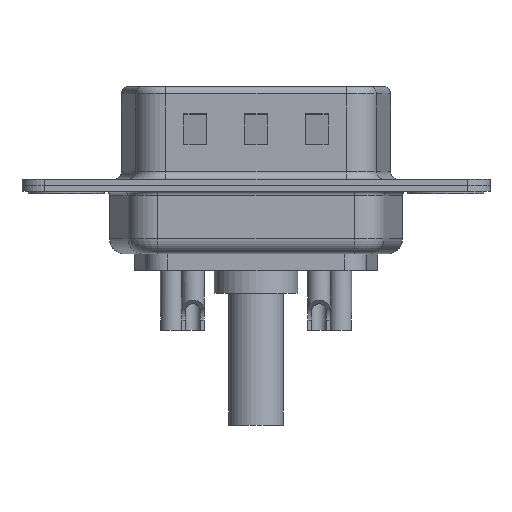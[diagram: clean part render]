
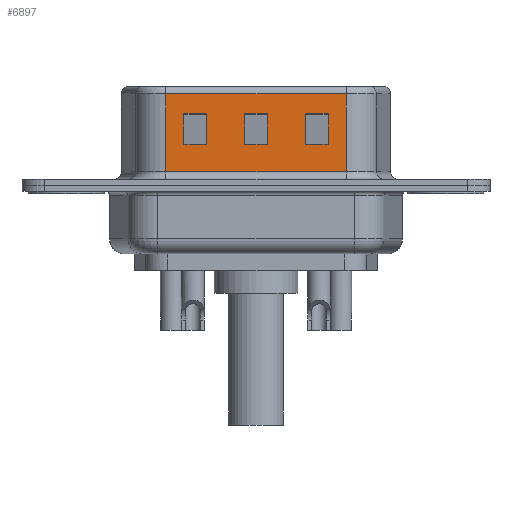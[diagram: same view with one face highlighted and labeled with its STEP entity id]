
A CAD part, front view. The second image highlights one B-rep face of the part: STEP entity #6897.
In plain terms, the highlighted planar face has unit normal (0, -1, 0).
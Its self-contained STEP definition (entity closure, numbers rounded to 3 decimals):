
#14 = LINE ( 'NONE', #1201, #2338 ) ;
#113 = LINE ( 'NONE', #4509, #5041 ) ;
#267 = VECTOR ( 'NONE', #8850, 1000. ) ;
#466 = DIRECTION ( 'NONE',  ( -1., 0., 0. ) ) ;
#702 = VERTEX_POINT ( 'NONE', #6541 ) ;
#914 = VECTOR ( 'NONE', #3695, 1000. ) ;
#1033 = EDGE_CURVE ( 'NONE', #4207, #11055, #5080, .T. ) ;
#1146 = EDGE_CURVE ( 'NONE', #11790, #2883, #3531, .T. ) ;
#1182 = VECTOR ( 'NONE', #10660, 1000. ) ;
#1201 = CARTESIAN_POINT ( 'NONE',  ( 22.45, -4.58, 2.705 ) ) ;
#1442 = CARTESIAN_POINT ( 'NONE',  ( 17.25, -4.58, 4.705 ) ) ;
#1843 = ORIENTED_EDGE ( 'NONE', *, *, #3775, .T. ) ;
#1847 = CARTESIAN_POINT ( 'NONE',  ( 18.45, -4.58, 0.9 ) ) ;
#1900 = VERTEX_POINT ( 'NONE', #12017 ) ;
#1966 = VECTOR ( 'NONE', #7634, 1000. ) ;
#2268 = CARTESIAN_POINT ( 'NONE',  ( 13.25, -4.58, 6.52 ) ) ;
#2279 = LINE ( 'NONE', #7678, #1966 ) ;
#2338 = VECTOR ( 'NONE', #12269, 1000. ) ;
#2357 = LINE ( 'NONE', #2268, #12339 ) ;
#2458 = EDGE_CURVE ( 'NONE', #9506, #12563, #11676, .T. ) ;
#2487 = FACE_BOUND ( 'NONE', #6995, .T. ) ;
#2579 = EDGE_CURVE ( 'NONE', #7436, #11790, #3033, .T. ) ;
#2610 = EDGE_CURVE ( 'NONE', #3380, #11968, #113, .T. ) ;
#2883 = VERTEX_POINT ( 'NONE', #1847 ) ;
#3033 = LINE ( 'NONE', #4757, #5334 ) ;
#3380 = VERTEX_POINT ( 'NONE', #12283 ) ;
#3403 = CARTESIAN_POINT ( 'NONE',  ( 7.75, -4.58, 4.705 ) ) ;
#3422 = CARTESIAN_POINT ( 'NONE',  ( 9.25, -4.58, 4.705 ) ) ;
#3517 = CARTESIAN_POINT ( 'NONE',  ( 7.75, -4.58, 6.52 ) ) ;
#3531 = LINE ( 'NONE', #3771, #914 ) ;
#3586 = DIRECTION ( 'NONE',  ( 0., 0., 1. ) ) ;
#3668 = ORIENTED_EDGE ( 'NONE', *, *, #3684, .T. ) ;
#3684 = EDGE_CURVE ( 'NONE', #11035, #1900, #5492, .T. ) ;
#3695 = DIRECTION ( 'NONE',  ( 1., 0., 0. ) ) ;
#3719 = LINE ( 'NONE', #10192, #4020 ) ;
#3725 = ORIENTED_EDGE ( 'NONE', *, *, #1146, .T. ) ;
#3726 = LINE ( 'NONE', #6150, #10853 ) ;
#3771 = CARTESIAN_POINT ( 'NONE',  ( 18.45, -4.58, 0.9 ) ) ;
#3775 = EDGE_CURVE ( 'NONE', #9143, #10913, #2279, .T. ) ;
#4020 = VECTOR ( 'NONE', #10064, 1000. ) ;
#4207 = VERTEX_POINT ( 'NONE', #1442 ) ;
#4359 = CARTESIAN_POINT ( 'NONE',  ( 13.25, -4.58, 4.705 ) ) ;
#4385 = DIRECTION ( 'NONE',  ( 0., 0., -1. ) ) ;
#4393 = CARTESIAN_POINT ( 'NONE',  ( 17.25, -4.58, 6.52 ) ) ;
#4509 = CARTESIAN_POINT ( 'NONE',  ( 18.45, -4.58, 4.705 ) ) ;
#4547 = DIRECTION ( 'NONE',  ( 1., 0., 0. ) ) ;
#4586 = CARTESIAN_POINT ( 'NONE',  ( 9.25, -4.58, 2.705 ) ) ;
#4587 = DIRECTION ( 'NONE',  ( 0., 0., -1. ) ) ;
#4598 = ORIENTED_EDGE ( 'NONE', *, *, #10375, .T. ) ;
#4645 = VECTOR ( 'NONE', #11759, 1000. ) ;
#4757 = CARTESIAN_POINT ( 'NONE',  ( 6.55, -4.58, 6.52 ) ) ;
#4799 = FACE_BOUND ( 'NONE', #10744, .T. ) ;
#4860 = EDGE_CURVE ( 'NONE', #10318, #702, #6399, .T. ) ;
#5041 = VECTOR ( 'NONE', #4547, 1000. ) ;
#5080 = LINE ( 'NONE', #4393, #7332 ) ;
#5334 = VECTOR ( 'NONE', #4587, 1000. ) ;
#5492 = LINE ( 'NONE', #8806, #267 ) ;
#5525 = ORIENTED_EDGE ( 'NONE', *, *, #2610, .T. ) ;
#5701 = ORIENTED_EDGE ( 'NONE', *, *, #2579, .T. ) ;
#5852 = ORIENTED_EDGE ( 'NONE', *, *, #4860, .T. ) ;
#6019 = LINE ( 'NONE', #12549, #8284 ) ;
#6082 = DIRECTION ( 'NONE',  ( 0., 0., 1. ) ) ;
#6097 = CARTESIAN_POINT ( 'NONE',  ( 15.75, -4.58, 6.52 ) ) ;
#6150 = CARTESIAN_POINT ( 'NONE',  ( 9.25, -4.58, 6.52 ) ) ;
#6399 = LINE ( 'NONE', #10676, #1182 ) ;
#6541 = CARTESIAN_POINT ( 'NONE',  ( 11.75, -4.58, 2.705 ) ) ;
#6648 = VECTOR ( 'NONE', #7384, 1000. ) ;
#6737 = CARTESIAN_POINT ( 'NONE',  ( 6.55, -4.58, 6.02 ) ) ;
#6806 = EDGE_CURVE ( 'NONE', #10327, #7436, #6019, .T. ) ;
#6897 = ADVANCED_FACE ( 'NONE', ( #4799, #2487, #9981, #12467 ), #8520, .F. ) ;
#6995 = EDGE_LOOP ( 'NONE', ( #12442, #10827, #11413, #12300 ) ) ;
#7112 = EDGE_CURVE ( 'NONE', #11055, #9506, #14, .T. ) ;
#7119 = DIRECTION ( 'NONE',  ( 0., 0., -1. ) ) ;
#7155 = EDGE_CURVE ( 'NONE', #10327, #2883, #12035, .T. ) ;
#7252 = EDGE_CURVE ( 'NONE', #12563, #4207, #3719, .T. ) ;
#7332 = VECTOR ( 'NONE', #4385, 1000. ) ;
#7384 = DIRECTION ( 'NONE',  ( 0., 0., 1. ) ) ;
#7436 = VERTEX_POINT ( 'NONE', #6737 ) ;
#7471 = DIRECTION ( 'NONE',  ( 0., 0., 1. ) ) ;
#7634 = DIRECTION ( 'NONE',  ( 1., 0., 0. ) ) ;
#7666 = LINE ( 'NONE', #9423, #9659 ) ;
#7678 = CARTESIAN_POINT ( 'NONE',  ( 14.45, -4.58, 4.705 ) ) ;
#7920 = ORIENTED_EDGE ( 'NONE', *, *, #11363, .T. ) ;
#8284 = VECTOR ( 'NONE', #466, 1000. ) ;
#8463 = CARTESIAN_POINT ( 'NONE',  ( 18.45, -4.58, 6.52 ) ) ;
#8520 = PLANE ( 'NONE',  #11976 ) ;
#8657 = EDGE_LOOP ( 'NONE', ( #11888, #9657, #5701, #3725 ) ) ;
#8744 = ORIENTED_EDGE ( 'NONE', *, *, #11490, .T. ) ;
#8806 = CARTESIAN_POINT ( 'NONE',  ( 14.45, -4.58, 2.705 ) ) ;
#8850 = DIRECTION ( 'NONE',  ( -1., 0., 0. ) ) ;
#8973 = DIRECTION ( 'NONE',  ( 0., 1., 0. ) ) ;
#9098 = DIRECTION ( 'NONE',  ( 0., 0., -1. ) ) ;
#9143 = VERTEX_POINT ( 'NONE', #3403 ) ;
#9152 = VECTOR ( 'NONE', #6082, 1000. ) ;
#9230 = LINE ( 'NONE', #3517, #6648 ) ;
#9423 = CARTESIAN_POINT ( 'NONE',  ( 11.75, -4.58, 6.52 ) ) ;
#9471 = CARTESIAN_POINT ( 'NONE',  ( 15.75, -4.58, 2.705 ) ) ;
#9506 = VERTEX_POINT ( 'NONE', #9471 ) ;
#9657 = ORIENTED_EDGE ( 'NONE', *, *, #6806, .T. ) ;
#9659 = VECTOR ( 'NONE', #3586, 1000. ) ;
#9981 = FACE_BOUND ( 'NONE', #11526, .T. ) ;
#10064 = DIRECTION ( 'NONE',  ( 1., 0., 0. ) ) ;
#10192 = CARTESIAN_POINT ( 'NONE',  ( 22.45, -4.58, 4.705 ) ) ;
#10214 = CARTESIAN_POINT ( 'NONE',  ( 18.45, -4.58, 6.02 ) ) ;
#10318 = VERTEX_POINT ( 'NONE', #12070 ) ;
#10327 = VERTEX_POINT ( 'NONE', #10214 ) ;
#10375 = EDGE_CURVE ( 'NONE', #1900, #9143, #9230, .T. ) ;
#10660 = DIRECTION ( 'NONE',  ( -1., 0., 0. ) ) ;
#10676 = CARTESIAN_POINT ( 'NONE',  ( 18.45, -4.58, 2.705 ) ) ;
#10744 = EDGE_LOOP ( 'NONE', ( #7920, #3668, #4598, #1843 ) ) ;
#10766 = EDGE_CURVE ( 'NONE', #11968, #10318, #2357, .T. ) ;
#10827 = ORIENTED_EDGE ( 'NONE', *, *, #7112, .T. ) ;
#10853 = VECTOR ( 'NONE', #7119, 1000. ) ;
#10913 = VERTEX_POINT ( 'NONE', #3422 ) ;
#11035 = VERTEX_POINT ( 'NONE', #4586 ) ;
#11055 = VERTEX_POINT ( 'NONE', #11375 ) ;
#11276 = ORIENTED_EDGE ( 'NONE', *, *, #10766, .T. ) ;
#11363 = EDGE_CURVE ( 'NONE', #10913, #11035, #3726, .T. ) ;
#11375 = CARTESIAN_POINT ( 'NONE',  ( 17.25, -4.58, 2.705 ) ) ;
#11413 = ORIENTED_EDGE ( 'NONE', *, *, #2458, .T. ) ;
#11475 = CARTESIAN_POINT ( 'NONE',  ( 18.45, -4.58, 6.52 ) ) ;
#11490 = EDGE_CURVE ( 'NONE', #702, #3380, #7666, .T. ) ;
#11526 = EDGE_LOOP ( 'NONE', ( #5525, #11276, #5852, #8744 ) ) ;
#11676 = LINE ( 'NONE', #6097, #9152 ) ;
#11759 = DIRECTION ( 'NONE',  ( 0., 0., -1. ) ) ;
#11785 = CARTESIAN_POINT ( 'NONE',  ( 6.55, -4.58, 0.9 ) ) ;
#11790 = VERTEX_POINT ( 'NONE', #11785 ) ;
#11888 = ORIENTED_EDGE ( 'NONE', *, *, #7155, .F. ) ;
#11968 = VERTEX_POINT ( 'NONE', #4359 ) ;
#11976 = AXIS2_PLACEMENT_3D ( 'NONE', #8463, #8973, #7471 ) ;
#12017 = CARTESIAN_POINT ( 'NONE',  ( 7.75, -4.58, 2.705 ) ) ;
#12035 = LINE ( 'NONE', #11475, #4645 ) ;
#12062 = CARTESIAN_POINT ( 'NONE',  ( 15.75, -4.58, 4.705 ) ) ;
#12070 = CARTESIAN_POINT ( 'NONE',  ( 13.25, -4.58, 2.705 ) ) ;
#12269 = DIRECTION ( 'NONE',  ( -1., 0., 0. ) ) ;
#12283 = CARTESIAN_POINT ( 'NONE',  ( 11.75, -4.58, 4.705 ) ) ;
#12300 = ORIENTED_EDGE ( 'NONE', *, *, #7252, .T. ) ;
#12339 = VECTOR ( 'NONE', #9098, 1000. ) ;
#12442 = ORIENTED_EDGE ( 'NONE', *, *, #1033, .T. ) ;
#12467 = FACE_OUTER_BOUND ( 'NONE', #8657, .T. ) ;
#12549 = CARTESIAN_POINT ( 'NONE',  ( 18.45, -4.58, 6.02 ) ) ;
#12563 = VERTEX_POINT ( 'NONE', #12062 ) ;
